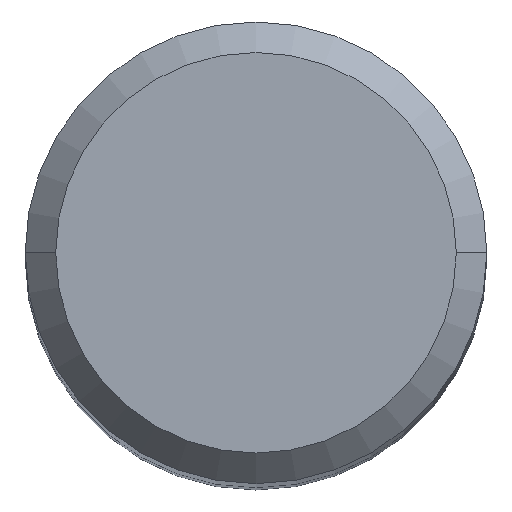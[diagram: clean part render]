
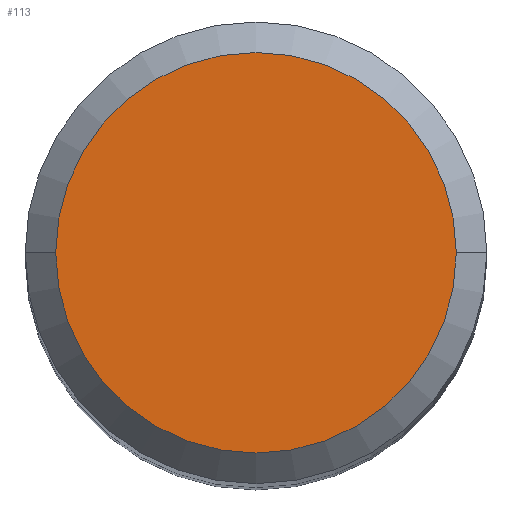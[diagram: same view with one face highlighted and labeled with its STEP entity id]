
A CAD part, top view. The second image highlights one B-rep face of the part: STEP entity #113.
In plain terms, the highlighted planar face has unit normal (0, 0, 1).
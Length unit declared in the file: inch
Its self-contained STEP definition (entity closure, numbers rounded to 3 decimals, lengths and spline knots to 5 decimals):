
#18 = CARTESIAN_POINT ( 'NONE',  ( 0., 0., 0. ) ) ;
#28 = DIRECTION ( 'NONE',  ( 1., 0., 0. ) ) ;
#64 = AXIS2_PLACEMENT_3D ( 'NONE', #196, #87, #28 ) ;
#74 = EDGE_LOOP ( 'NONE', ( #296, #123 ) ) ;
#87 = DIRECTION ( 'NONE',  ( 0., 0., 1. ) ) ;
#93 = DIRECTION ( 'NONE',  ( 0., 0., 1. ) ) ;
#103 = DIRECTION ( 'NONE',  ( 0., 0., -1. ) ) ;
#113 = ADVANCED_FACE ( 'NONE', ( #270 ), #216, .F. ) ;
#123 = ORIENTED_EDGE ( 'NONE', *, *, #240, .T. ) ;
#149 = VERTEX_POINT ( 'NONE', #315 ) ;
#150 = AXIS2_PLACEMENT_3D ( 'NONE', #231, #93, #167 ) ;
#156 = EDGE_CURVE ( 'NONE', #149, #271, #298, .T. ) ;
#167 = DIRECTION ( 'NONE',  ( 1., 0., 0. ) ) ;
#180 = CIRCLE ( 'NONE', #64, 0.20495 ) ;
#196 = CARTESIAN_POINT ( 'NONE',  ( 0., 0., 0. ) ) ;
#200 = AXIS2_PLACEMENT_3D ( 'NONE', #18, #103, #210 ) ;
#210 = DIRECTION ( 'NONE',  ( -1., 0., 0. ) ) ;
#216 = PLANE ( 'NONE',  #200 ) ;
#231 = CARTESIAN_POINT ( 'NONE',  ( 0., 0., 0. ) ) ;
#240 = EDGE_CURVE ( 'NONE', #271, #149, #180, .T. ) ;
#270 = FACE_OUTER_BOUND ( 'NONE', #74, .T. ) ;
#271 = VERTEX_POINT ( 'NONE', #342 ) ;
#296 = ORIENTED_EDGE ( 'NONE', *, *, #156, .T. ) ;
#298 = CIRCLE ( 'NONE', #150, 0.20495 ) ;
#315 = CARTESIAN_POINT ( 'NONE',  ( -0.20495, 0., 0. ) ) ;
#342 = CARTESIAN_POINT ( 'NONE',  ( 0.20495, 0., 0. ) ) ;
